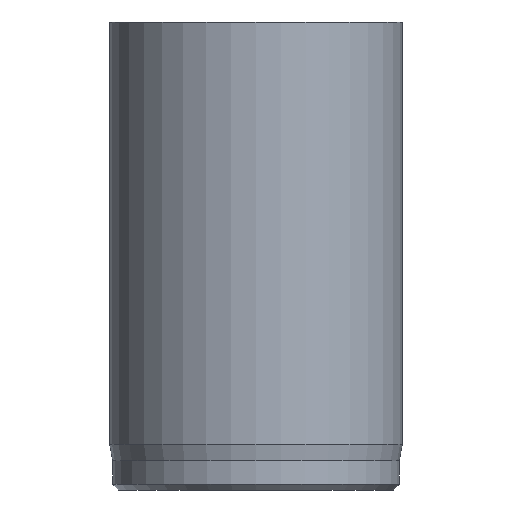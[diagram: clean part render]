
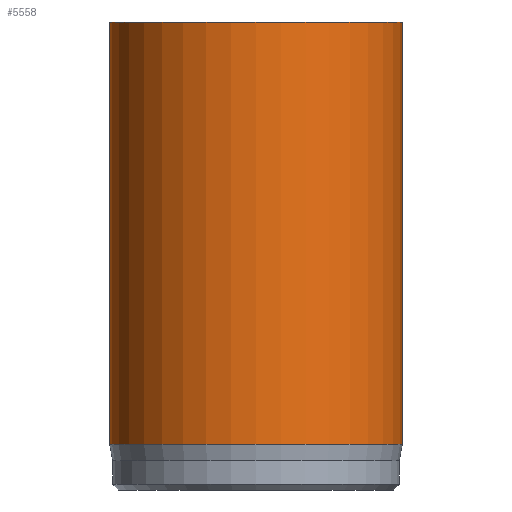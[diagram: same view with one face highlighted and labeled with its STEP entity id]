
A CAD part, front view. The second image highlights one B-rep face of the part: STEP entity #5558.
In plain terms, the highlighted cylindrical face has radius 5 mm (diameter 10 mm), a full revolution.
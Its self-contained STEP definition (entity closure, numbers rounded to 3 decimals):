
#31=CYLINDRICAL_SURFACE('',#5751,5.);
#45=CIRCLE('',#5724,5.);
#57=CIRCLE('',#5749,5.);
#58=CIRCLE('',#5750,5.);
#488=FACE_OUTER_BOUND('',#815,.T.);
#815=EDGE_LOOP('',(#4988,#4989,#4990,#4991,#4992));
#1239=LINE('',#10519,#1669);
#1669=VECTOR('',#6427,5.);
#2568=VERTEX_POINT('',#10470);
#2580=VERTEX_POINT('',#10513);
#2581=VERTEX_POINT('',#10514);
#3370=EDGE_CURVE('',#2568,#2568,#45,.T.);
#3388=EDGE_CURVE('',#2580,#2581,#57,.T.);
#3389=EDGE_CURVE('',#2581,#2580,#58,.T.);
#3391=EDGE_CURVE('',#2568,#2580,#1239,.T.);
#4988=ORIENTED_EDGE('',*,*,#3370,.T.);
#4989=ORIENTED_EDGE('',*,*,#3391,.T.);
#4990=ORIENTED_EDGE('',*,*,#3388,.T.);
#4991=ORIENTED_EDGE('',*,*,#3389,.T.);
#4992=ORIENTED_EDGE('',*,*,#3391,.F.);
#5558=ADVANCED_FACE('',(#488),#31,.T.);
#5724=AXIS2_PLACEMENT_3D('',#10471,#6364,#6365);
#5749=AXIS2_PLACEMENT_3D('',#10515,#6420,#6421);
#5750=AXIS2_PLACEMENT_3D('',#10516,#6422,#6423);
#5751=AXIS2_PLACEMENT_3D('',#10518,#6425,#6426);
#6364=DIRECTION('center_axis',(0.,0.,-1.));
#6365=DIRECTION('ref_axis',(-1.,0.,0.));
#6420=DIRECTION('center_axis',(0.,0.,1.));
#6421=DIRECTION('ref_axis',(-1.,0.,0.));
#6422=DIRECTION('center_axis',(0.,0.,1.));
#6423=DIRECTION('ref_axis',(-1.,0.,0.));
#6425=DIRECTION('center_axis',(0.,0.,1.));
#6426=DIRECTION('ref_axis',(-1.,0.,0.));
#6427=DIRECTION('',(0.,0.,-1.));
#10470=CARTESIAN_POINT('',(5.,0.,16.));
#10471=CARTESIAN_POINT('Origin',(0.,0.,16.));
#10513=CARTESIAN_POINT('',(5.,0.,1.567));
#10514=CARTESIAN_POINT('',(-5.,0.,1.567));
#10515=CARTESIAN_POINT('Origin',(0.,0.,1.567));
#10516=CARTESIAN_POINT('Origin',(0.,0.,1.567));
#10518=CARTESIAN_POINT('Origin',(0.,0.,0.));
#10519=CARTESIAN_POINT('',(5.,0.,0.));
